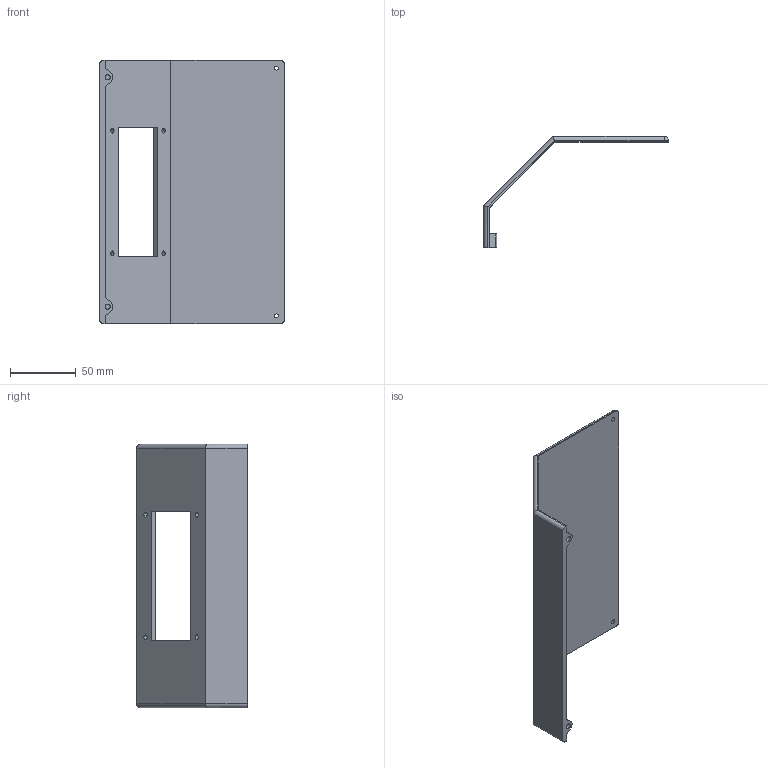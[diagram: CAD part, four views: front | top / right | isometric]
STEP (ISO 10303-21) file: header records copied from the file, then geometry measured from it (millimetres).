
FILE_DESCRIPTION((''),'2;1');
FILE_NAME('TOP','2026-02-23T10:55:56',('thoma'),(''),'CREO PARAMETRIC BY PTC INC, 2025123','CREO PARAMETRIC BY PTC INC, 2025123','');
FILE_SCHEMA(('CONFIG_CONTROL_DESIGN'));
Length unit declared in the file: millimetre
Products named in the file (1): TOP
Bounding box: 140 x 84 x 200 mm (x, y, z)
Volume: 135034 mm3; surface area: 71882.4 mm2
Topology: 1 solids, 1 shells, 57 faces, 143 edges, 92 vertices
Faces by surface type: cylinder 31, plane 24, sphere 2
Entity records: 1809 total; most frequent: CARTESIAN_POINT 332, DIRECTION 307, ORIENTED_EDGE 286, EDGE_CURVE 143, AXIS2_PLACEMENT_3D 111, VERTEX_POINT 92, VECTOR 85, LINE 85
